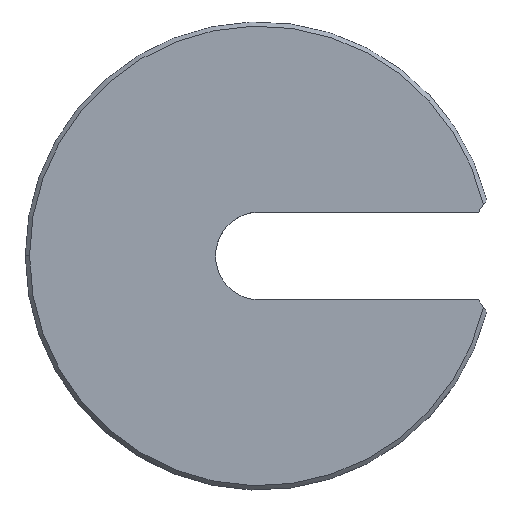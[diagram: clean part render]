
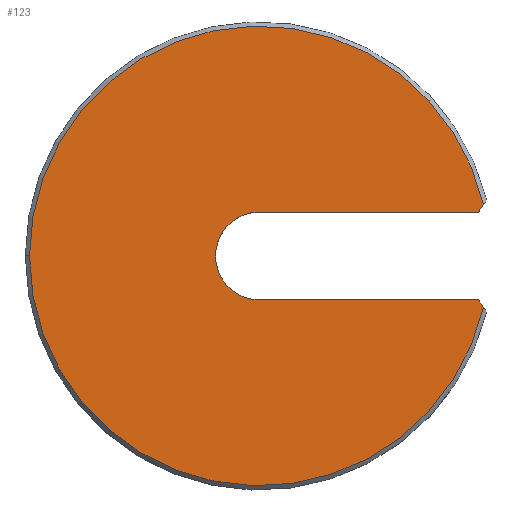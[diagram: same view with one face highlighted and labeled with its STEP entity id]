
A CAD part, top view. The second image highlights one B-rep face of the part: STEP entity #123.
In plain terms, the highlighted planar face has unit normal (0, 0, 1).
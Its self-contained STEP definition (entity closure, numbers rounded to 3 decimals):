
#27 = VERTEX_POINT ( 'NONE', #276 ) ;
#49 = VERTEX_POINT ( 'NONE', #281 ) ;
#51 = VERTEX_POINT ( 'NONE', #214 ) ;
#56 = EDGE_LOOP ( 'NONE', ( #151, #124, #131, #59, #133, #132, #159 ) ) ;
#59 = ORIENTED_EDGE ( 'NONE', *, *, #137, .T. ) ;
#123 = ADVANCED_FACE ( 'NONE', ( #433 ), #438, .T. ) ;
#124 = ORIENTED_EDGE ( 'NONE', *, *, #125, .T. ) ;
#125 = EDGE_CURVE ( 'NONE', #49, #51, #337, .T. ) ;
#126 = EDGE_CURVE ( 'NONE', #49, #128, #388, .T. ) ;
#128 = VERTEX_POINT ( 'NONE', #358 ) ;
#129 = EDGE_CURVE ( 'NONE', #51, #138, #357, .T. ) ;
#130 = EDGE_CURVE ( 'NONE', #152, #134, #323, .T. ) ;
#131 = ORIENTED_EDGE ( 'NONE', *, *, #129, .T. ) ;
#132 = ORIENTED_EDGE ( 'NONE', *, *, #135, .F. ) ;
#133 = ORIENTED_EDGE ( 'NONE', *, *, #130, .T. ) ;
#134 = VERTEX_POINT ( 'NONE', #324 ) ;
#135 = EDGE_CURVE ( 'NONE', #27, #134, #314, .T. ) ;
#137 = EDGE_CURVE ( 'NONE', #138, #152, #306, .T. ) ;
#138 = VERTEX_POINT ( 'NONE', #308 ) ;
#151 = ORIENTED_EDGE ( 'NONE', *, *, #126, .F. ) ;
#152 = VERTEX_POINT ( 'NONE', #381 ) ;
#157 = EDGE_CURVE ( 'NONE', #128, #27, #520, .T. ) ;
#159 = ORIENTED_EDGE ( 'NONE', *, *, #157, .F. ) ;
#214 = CARTESIAN_POINT ( 'NONE',  ( 26.319, 6.027, 0. ) ) ;
#276 = CARTESIAN_POINT ( 'NONE',  ( 0., -5.159, 0. ) ) ;
#281 = CARTESIAN_POINT ( 'NONE',  ( 25.729, 5.159, 0. ) ) ;
#303 = DIRECTION ( 'NONE',  ( 1., 0., 0. ) ) ;
#304 = DIRECTION ( 'NONE',  ( 0., 0., 1. ) ) ;
#305 = CARTESIAN_POINT ( 'NONE',  ( 0., 0., 0. ) ) ;
#306 = CIRCLE ( 'NONE', #315, 27. ) ;
#308 = CARTESIAN_POINT ( 'NONE',  ( -27., 0., 0. ) ) ;
#311 = DIRECTION ( 'NONE',  ( 1., 0., 0. ) ) ;
#312 = VECTOR ( 'NONE', #311, 1000. ) ;
#313 = CARTESIAN_POINT ( 'NONE',  ( 27.5, -5.159, 0. ) ) ;
#314 = LINE ( 'NONE', #313, #312 ) ;
#315 = AXIS2_PLACEMENT_3D ( 'NONE', #305, #304, #303 ) ;
#316 = DIRECTION ( 'NONE',  ( -0.562, 0.827, 0. ) ) ;
#317 = VECTOR ( 'NONE', #316, 1000. ) ;
#318 = CARTESIAN_POINT ( 'NONE',  ( 15.208, 10.33, 0. ) ) ;
#320 = DIRECTION ( 'NONE',  ( 1., 0., 0. ) ) ;
#321 = DIRECTION ( 'NONE',  ( 0., 0., 1. ) ) ;
#322 = CARTESIAN_POINT ( 'NONE',  ( 0., 0., 0. ) ) ;
#323 = LINE ( 'NONE', #318, #317 ) ;
#324 = CARTESIAN_POINT ( 'NONE',  ( 25.729, -5.159, 0. ) ) ;
#336 = CARTESIAN_POINT ( 'NONE',  ( 15.208, -10.33, 0. ) ) ;
#337 = LINE ( 'NONE', #336, #360 ) ;
#351 = AXIS2_PLACEMENT_3D ( 'NONE', #391, #390, #389 ) ;
#354 = DIRECTION ( 'NONE',  ( -1., 0., 0. ) ) ;
#355 = VECTOR ( 'NONE', #354, 1000. ) ;
#356 = CARTESIAN_POINT ( 'NONE',  ( 0., 5.159, 0. ) ) ;
#357 = CIRCLE ( 'NONE', #387, 27. ) ;
#358 = CARTESIAN_POINT ( 'NONE',  ( 0., 5.159, 0. ) ) ;
#359 = DIRECTION ( 'NONE',  ( 0.562, 0.827, 0. ) ) ;
#360 = VECTOR ( 'NONE', #359, 1000. ) ;
#381 = CARTESIAN_POINT ( 'NONE',  ( 26.319, -6.027, 0. ) ) ;
#387 = AXIS2_PLACEMENT_3D ( 'NONE', #322, #321, #320 ) ;
#388 = LINE ( 'NONE', #356, #355 ) ;
#389 = DIRECTION ( 'NONE',  ( 1., 0., 0. ) ) ;
#390 = DIRECTION ( 'NONE',  ( 0., 0., 1. ) ) ;
#391 = CARTESIAN_POINT ( 'NONE',  ( 0., 0., 0. ) ) ;
#433 = FACE_OUTER_BOUND ( 'NONE', #56, .T. ) ;
#438 = PLANE ( 'NONE',  #351 ) ;
#500 = DIRECTION ( 'NONE',  ( 1., 0., 0. ) ) ;
#501 = DIRECTION ( 'NONE',  ( 0., 0., 1. ) ) ;
#502 = CARTESIAN_POINT ( 'NONE',  ( 0., 0., 0. ) ) ;
#520 = CIRCLE ( 'NONE', #522, 5.159 ) ;
#522 = AXIS2_PLACEMENT_3D ( 'NONE', #502, #501, #500 ) ;
